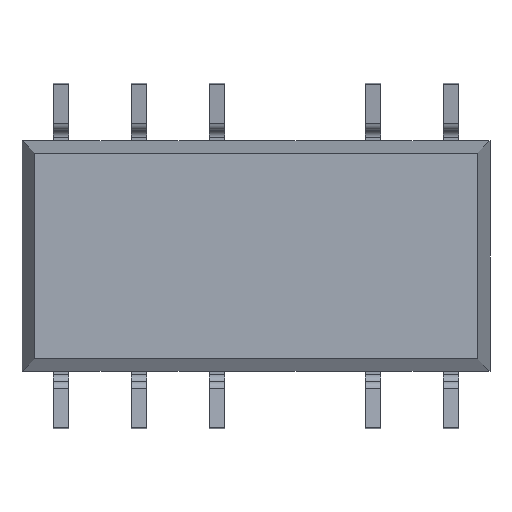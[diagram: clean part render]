
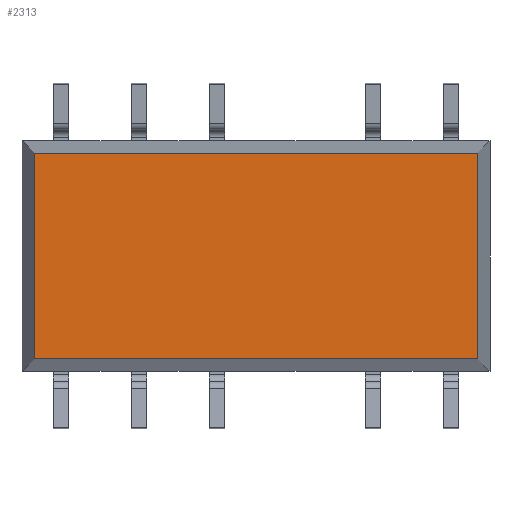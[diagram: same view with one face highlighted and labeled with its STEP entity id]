
A CAD part, front view. The second image highlights one B-rep face of the part: STEP entity #2313.
In plain terms, the highlighted planar face has unit normal (0, -1, 0).
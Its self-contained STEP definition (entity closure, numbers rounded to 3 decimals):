
#139=DIRECTION('',(-1.,0.,0.));
#140=VECTOR('',#139,14.44);
#141=CARTESIAN_POINT('',(7.22,-1.87,-3.35));
#142=LINE('',#141,#140);
#175=DIRECTION('',(0.,0.,1.));
#176=VECTOR('',#175,6.7);
#177=CARTESIAN_POINT('',(-7.22,-1.87,
-3.35));
#178=LINE('',#177,#176);
#187=DIRECTION('',(1.,0.,0.));
#188=VECTOR('',#187,14.44);
#189=CARTESIAN_POINT('',(-7.22,-1.87,3.35));
#190=LINE('',#189,#188);
#215=DIRECTION('',(0.,0.,-1.));
#216=VECTOR('',#215,6.7);
#217=CARTESIAN_POINT('',(7.22,-1.87,3.35));
#218=LINE('',#217,#216);
#1921=CARTESIAN_POINT('',(-7.22,-1.87,
3.35));
#1922=VERTEX_POINT('',#1921);
#1923=CARTESIAN_POINT('',(7.22,-1.87,3.35));
#1924=CARTESIAN_POINT('',(7.22,-1.87,
-3.35));
#1925=VERTEX_POINT('',#1923);
#1926=VERTEX_POINT('',#1924);
#1937=CARTESIAN_POINT('',(-7.22,-1.87,
-3.35));
#1938=VERTEX_POINT('',#1937);
#2302=CARTESIAN_POINT('',(7.22,-1.87,-3.35));
#2303=DIRECTION('',(0.,1.,0.));
#2304=DIRECTION('',(-0.707,0.,0.707));
#2305=AXIS2_PLACEMENT_3D('',#2302,#2303,#2304);
#2306=PLANE('',#2305);
#2307=ORIENTED_EDGE('',*,*,#2294,.T.);
#2308=ORIENTED_EDGE('',*,*,#2216,.T.);
#2309=ORIENTED_EDGE('',*,*,#2245,.T.);
#2310=ORIENTED_EDGE('',*,*,#2260,.T.);
#2311=EDGE_LOOP('',(#2307,#2308,#2309,#2310));
#2312=FACE_OUTER_BOUND('',#2311,.F.);
#2313=ADVANCED_FACE('',(#2312),#2306,.F.);
#2216=EDGE_CURVE('',#1926,#1938,#142,.T.);
#2245=EDGE_CURVE('',#1938,#1922,#178,.T.);
#2260=EDGE_CURVE('',#1922,#1925,#190,.T.);
#2294=EDGE_CURVE('',#1925,#1926,#218,.T.);
